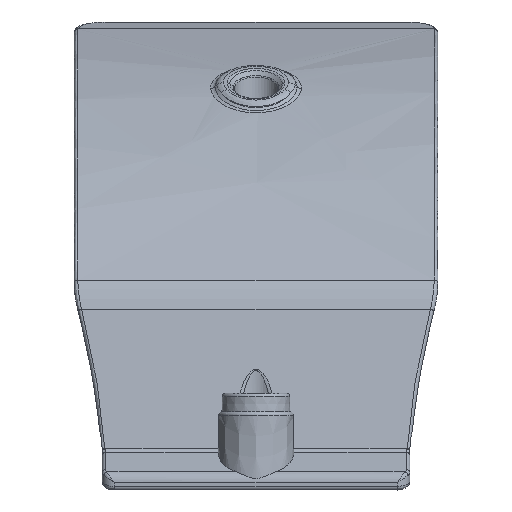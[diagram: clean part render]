
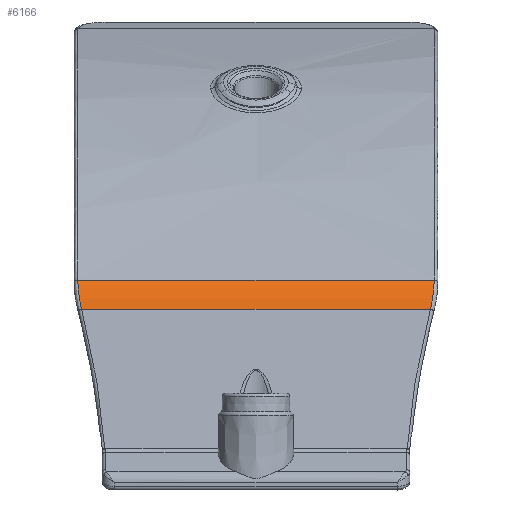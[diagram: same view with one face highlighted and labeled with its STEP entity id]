
A CAD part, top view. The second image highlights one B-rep face of the part: STEP entity #6166.
In plain terms, the highlighted cylindrical face has radius 6.2 mm (diameter 12.4 mm), a partial arc.
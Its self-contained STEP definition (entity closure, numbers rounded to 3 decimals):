
#796=FACE_OUTER_BOUND('',#1193,.T.);
#1193=EDGE_LOOP('',(#5666,#5667,#5668,#5669));
#1850=B_SPLINE_CURVE_WITH_KNOTS('',3,(#26483,#26484,#26485,#26486,#26487,
#26488,#26489,#26490,#26491,#26492,#26493,#26494,#26495,#26496,#26497,#26498,
#26499,#26500,#26501,#26502,#26503,#26504),.UNSPECIFIED.,.F.,.F.,(4,3,3,
3,3,3,3,4),(-1.,-0.834,-0.671,-0.489,
-0.317,-0.307,-0.143,0.),
 .UNSPECIFIED.);
#1852=B_SPLINE_CURVE_WITH_KNOTS('',3,(#26568,#26569,#26570,#26571,#26572,
#26573,#26574,#26575,#26576,#26577,#26578,#26579,#26580,#26581,#26582,#26583,
#26584,#26585,#26586,#26587,#26588,#26589),.UNSPECIFIED.,.F.,.F.,(4,3,3,
3,3,3,3,4),(-1.,-0.836,-0.693,-0.522,
-0.348,-0.329,-0.163,0.),
 .UNSPECIFIED.);
#2072=LINE('',#26506,#2281);
#2076=LINE('',#27605,#2285);
#2281=VECTOR('',#8049,28.113);
#2285=VECTOR('',#8069,28.729);
#2820=VERTEX_POINT('',#25070);
#2830=VERTEX_POINT('',#25783);
#2841=VERTEX_POINT('',#26464);
#2844=VERTEX_POINT('',#26566);
#3773=EDGE_CURVE('',#2841,#2820,#1850,.T.);
#3774=EDGE_CURVE('',#2820,#2830,#2072,.T.);
#3777=EDGE_CURVE('',#2830,#2844,#1852,.T.);
#3795=EDGE_CURVE('',#2844,#2841,#2076,.F.);
#5666=ORIENTED_EDGE('',*,*,#3777,.T.);
#5667=ORIENTED_EDGE('',*,*,#3795,.T.);
#5668=ORIENTED_EDGE('',*,*,#3773,.T.);
#5669=ORIENTED_EDGE('',*,*,#3774,.T.);
#5786=CYLINDRICAL_SURFACE('',#6744,6.2);
#6166=ADVANCED_FACE('',(#796),#5786,.T.);
#6744=AXIS2_PLACEMENT_3D('',#27604,#8067,#8068);
#8049=DIRECTION('',(1.,0.,0.));
#8067=DIRECTION('center_axis',(1.,0.,0.));
#8068=DIRECTION('ref_axis',(0.,1.,0.));
#8069=DIRECTION('',(1.,0.,0.));
#25070=CARTESIAN_POINT('',(-14.057,-167.961,-75.625));
#25783=CARTESIAN_POINT('',(14.057,-167.961,-75.625));
#26464=CARTESIAN_POINT('',(-14.364,-165.592,-76.711));
#26483=CARTESIAN_POINT('Ctrl Pts',(-14.364,-165.592,-76.711));
#26484=CARTESIAN_POINT('Ctrl Pts',(-14.364,-165.704,-76.628));
#26485=CARTESIAN_POINT('Ctrl Pts',(-14.362,-165.819,
-76.547));
#26486=CARTESIAN_POINT('Ctrl Pts',(-14.357,-165.938,
-76.47));
#26487=CARTESIAN_POINT('Ctrl Pts',(-14.351,-166.056,
-76.394));
#26488=CARTESIAN_POINT('Ctrl Pts',(-14.343,-166.177,
-76.322));
#26489=CARTESIAN_POINT('Ctrl Pts',(-14.333,-166.301,-76.253));
#26490=CARTESIAN_POINT('Ctrl Pts',(-14.321,-166.439,
-76.177));
#26491=CARTESIAN_POINT('Ctrl Pts',(-14.305,-166.581,-76.105));
#26492=CARTESIAN_POINT('Ctrl Pts',(-14.286,-166.726,-76.039));
#26493=CARTESIAN_POINT('Ctrl Pts',(-14.268,-166.863,
-75.976));
#26494=CARTESIAN_POINT('Ctrl Pts',(-14.248,-167.002,
-75.918));
#26495=CARTESIAN_POINT('Ctrl Pts',(-14.223,-167.145,
-75.866));
#26496=CARTESIAN_POINT('Ctrl Pts',(-14.222,-167.154,-75.862));
#26497=CARTESIAN_POINT('Ctrl Pts',(-14.22,-167.163,
-75.859));
#26498=CARTESIAN_POINT('Ctrl Pts',(-14.219,-167.172,
-75.856));
#26499=CARTESIAN_POINT('Ctrl Pts',(-14.195,-167.308,
-75.806));
#26500=CARTESIAN_POINT('Ctrl Pts',(-14.169,-167.448,
-75.76));
#26501=CARTESIAN_POINT('Ctrl Pts',(-14.14,-167.589,
-75.72));
#26502=CARTESIAN_POINT('Ctrl Pts',(-14.114,-167.711,
-75.684));
#26503=CARTESIAN_POINT('Ctrl Pts',(-14.086,-167.835,-75.653));
#26504=CARTESIAN_POINT('Ctrl Pts',(-14.057,-167.961,
-75.625));
#26506=CARTESIAN_POINT('',(-14.057,-167.961,-75.625));
#26566=CARTESIAN_POINT('',(14.364,-165.592,-76.711));
#26568=CARTESIAN_POINT('Ctrl Pts',(14.057,-167.961,-75.625));
#26569=CARTESIAN_POINT('Ctrl Pts',(14.091,-167.816,-75.657));
#26570=CARTESIAN_POINT('Ctrl Pts',(14.122,-167.674,-75.694));
#26571=CARTESIAN_POINT('Ctrl Pts',(14.151,-167.533,-75.736));
#26572=CARTESIAN_POINT('Ctrl Pts',(14.176,-167.411,-75.772));
#26573=CARTESIAN_POINT('Ctrl Pts',(14.198,-167.29,-75.812));
#26574=CARTESIAN_POINT('Ctrl Pts',(14.219,-167.172,-75.856));
#26575=CARTESIAN_POINT('Ctrl Pts',(14.243,-167.029,-75.908));
#26576=CARTESIAN_POINT('Ctrl Pts',(14.265,-166.889,-75.965));
#26577=CARTESIAN_POINT('Ctrl Pts',(14.283,-166.752,-76.027));
#26578=CARTESIAN_POINT('Ctrl Pts',(14.301,-166.612,-76.09));
#26579=CARTESIAN_POINT('Ctrl Pts',(14.317,-166.476,-76.158));
#26580=CARTESIAN_POINT('Ctrl Pts',(14.329,-166.343,-76.23));
#26581=CARTESIAN_POINT('Ctrl Pts',(14.33,-166.329,-76.238));
#26582=CARTESIAN_POINT('Ctrl Pts',(14.331,-166.315,-76.245));
#26583=CARTESIAN_POINT('Ctrl Pts',(14.333,-166.301,-76.253));
#26584=CARTESIAN_POINT('Ctrl Pts',(14.343,-166.175,-76.323));
#26585=CARTESIAN_POINT('Ctrl Pts',(14.352,-166.052,-76.397));
#26586=CARTESIAN_POINT('Ctrl Pts',(14.357,-165.933,-76.474));
#26587=CARTESIAN_POINT('Ctrl Pts',(14.362,-165.816,-76.55));
#26588=CARTESIAN_POINT('Ctrl Pts',(14.364,-165.702,-76.629));
#26589=CARTESIAN_POINT('Ctrl Pts',(14.364,-165.592,-76.711));
#27604=CARTESIAN_POINT('Origin',(58.383,-169.302,-81.678));
#27605=CARTESIAN_POINT('',(-14.364,-165.592,-76.711));
